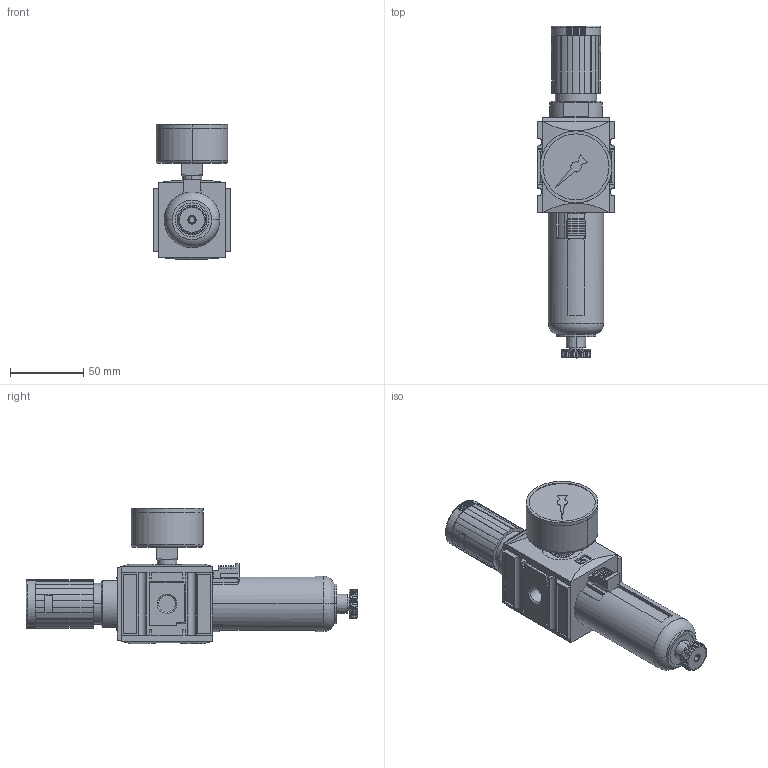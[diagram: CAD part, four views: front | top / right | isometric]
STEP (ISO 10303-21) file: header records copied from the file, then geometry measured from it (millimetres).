
FILE_DESCRIPTION(/* description */ ('VariCAD 2016-1.04 AP-214'),/* implementation_level */ '2;1');
FILE_NAME(/* name */ 'fr_14_f.stp',/* time_stamp */ '2016-06-16T09:36:29+02:00',/* author */ (''),/* organization */ (''),/* preprocessor_version */ 'ST-DEVELOPER v14',/* originating_system */ 'VariCAD 2016-1.04; kernel version (20130303)',/* authorisation */ '');
FILE_SCHEMA (('AUTOMOTIVE_DESIGN'));
Length unit declared in the file: millimetre
Products named in the file (5): fr_14_f; FR 14 F<4>; FR 14 F<3>; FR 14 F<2>; FR 14 F<1>
Assembly tree (4 placements, depth 2):
  fr_14_f
    FR 14 F<4>
    FR 14 F<3>
    FR 14 F<2>
    FR 14 F<1>
Bounding box: 52 x 226 x 92.1 mm (x, y, z)
Volume: 358603.8 mm3; surface area: 56611 mm2
Topology: 4 solids, 5 shells, 667 faces, 1757 edges, 1144 vertices
Faces by surface type: plane 361, cylinder 234, torus 44, cone 28
Entity records: 21585 total; most frequent: CARTESIAN_POINT 4629, DIRECTION 3591, ORIENTED_EDGE 3514, EDGE_CURVE 1757, AXIS2_PLACEMENT_3D 1288, VERTEX_POINT 1144, LINE 1015, VECTOR 1015
